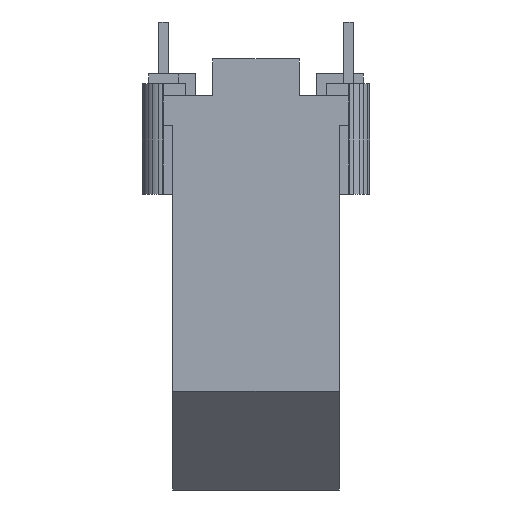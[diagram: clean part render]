
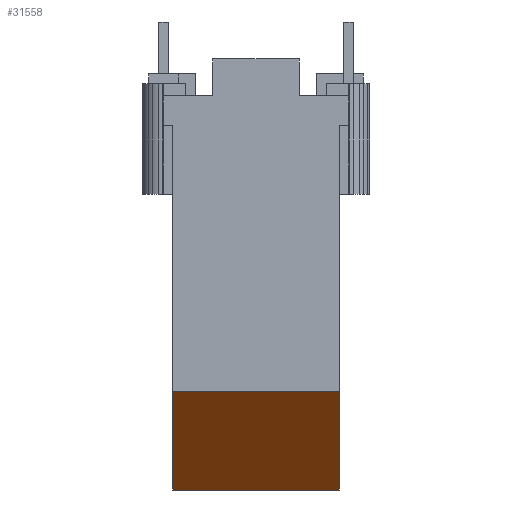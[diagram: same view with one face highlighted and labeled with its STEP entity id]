
A CAD part, front view. The second image highlights one B-rep face of the part: STEP entity #31558.
In plain terms, the highlighted planar face has unit normal (0, -0.707, -0.707).
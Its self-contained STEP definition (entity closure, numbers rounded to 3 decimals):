
#271 = PLANE('',#272);
#272 = AXIS2_PLACEMENT_3D('',#273,#274,#275);
#273 = CARTESIAN_POINT('',(0.,31.491,29.6));
#274 = DIRECTION('',(-1.,0.,0.));
#275 = DIRECTION('',(0.,0.,-1.));
#798 = VERTEX_POINT('',#799);
#799 = CARTESIAN_POINT('',(0.,8.,0.));
#813 = PLANE('',#814);
#814 = AXIS2_PLACEMENT_3D('',#815,#816,#817);
#815 = CARTESIAN_POINT('',(13.5,8.,0.));
#816 = DIRECTION('',(0.,0.,-1.));
#817 = DIRECTION('',(-1.,0.,0.));
#825 = EDGE_CURVE('',#826,#798,#828,.T.);
#826 = VERTEX_POINT('',#827);
#827 = CARTESIAN_POINT('',(0.,0.,8.));
#828 = SURFACE_CURVE('',#829,(#833,#840),.PCURVE_S1.);
#829 = LINE('',#830,#831);
#830 = CARTESIAN_POINT('',(0.,0.,8.));
#831 = VECTOR('',#832,1.);
#832 = DIRECTION('',(0.,0.707,-0.707));
#833 = PCURVE('',#271,#834);
#834 = DEFINITIONAL_REPRESENTATION('',(#835),#839);
#835 = LINE('',#836,#837);
#836 = CARTESIAN_POINT('',(21.6,31.491));
#837 = VECTOR('',#838,1.);
#838 = DIRECTION('',(0.707,-0.707));
#839 = ( GEOMETRIC_REPRESENTATION_CONTEXT(2) 
PARAMETRIC_REPRESENTATION_CONTEXT() REPRESENTATION_CONTEXT('2D SPACE',''
  ) );
#840 = PCURVE('',#841,#846);
#841 = PLANE('',#842);
#842 = AXIS2_PLACEMENT_3D('',#843,#844,#845);
#843 = CARTESIAN_POINT('',(13.5,8.,0.));
#844 = DIRECTION('',(0.,-0.707,
    -0.707));
#845 = DIRECTION('',(0.,0.707,-0.707));
#846 = DEFINITIONAL_REPRESENTATION('',(#847),#851);
#847 = LINE('',#848,#849);
#848 = CARTESIAN_POINT('',(-11.314,-13.5));
#849 = VECTOR('',#850,1.);
#850 = DIRECTION('',(1.,0.));
#851 = ( GEOMETRIC_REPRESENTATION_CONTEXT(2) 
PARAMETRIC_REPRESENTATION_CONTEXT() REPRESENTATION_CONTEXT('2D SPACE',''
  ) );
#869 = PLANE('',#870);
#870 = AXIS2_PLACEMENT_3D('',#871,#872,#873);
#871 = CARTESIAN_POINT('',(14.3,0.,29.6));
#872 = DIRECTION('',(0.,-1.,0.));
#873 = DIRECTION('',(0.,0.,-1.));
#1587 = EDGE_CURVE('',#826,#1588,#1590,.T.);
#1588 = VERTEX_POINT('',#1589);
#1589 = CARTESIAN_POINT('',(13.5,0.,8.));
#1590 = SURFACE_CURVE('',#1591,(#1595,#1602),.PCURVE_S1.);
#1591 = LINE('',#1592,#1593);
#1592 = CARTESIAN_POINT('',(0.,0.,8.));
#1593 = VECTOR('',#1594,1.);
#1594 = DIRECTION('',(1.,0.,0.));
#1595 = PCURVE('',#869,#1596);
#1596 = DEFINITIONAL_REPRESENTATION('',(#1597),#1601);
#1597 = LINE('',#1598,#1599);
#1598 = CARTESIAN_POINT('',(21.6,-14.3));
#1599 = VECTOR('',#1600,1.);
#1600 = DIRECTION('',(0.,1.));
#1601 = ( GEOMETRIC_REPRESENTATION_CONTEXT(2) 
PARAMETRIC_REPRESENTATION_CONTEXT() REPRESENTATION_CONTEXT('2D SPACE',''
  ) );
#1602 = PCURVE('',#841,#1603);
#1603 = DEFINITIONAL_REPRESENTATION('',(#1604),#1608);
#1604 = LINE('',#1605,#1606);
#1605 = CARTESIAN_POINT('',(-11.314,-13.5));
#1606 = VECTOR('',#1607,1.);
#1607 = DIRECTION('',(0.,1.));
#1608 = ( GEOMETRIC_REPRESENTATION_CONTEXT(2) 
PARAMETRIC_REPRESENTATION_CONTEXT() REPRESENTATION_CONTEXT('2D SPACE',''
  ) );
#1626 = PLANE('',#1627);
#1627 = AXIS2_PLACEMENT_3D('',#1628,#1629,#1630);
#1628 = CARTESIAN_POINT('',(13.5,0.509,29.6));
#1629 = DIRECTION('',(1.,0.,0.));
#1630 = DIRECTION('',(0.,0.,1.));
#2486 = EDGE_CURVE('',#2487,#1588,#2489,.T.);
#2487 = VERTEX_POINT('',#2488);
#2488 = CARTESIAN_POINT('',(13.5,8.,0.));
#2489 = SURFACE_CURVE('',#2490,(#2494,#2501),.PCURVE_S1.);
#2490 = LINE('',#2491,#2492);
#2491 = CARTESIAN_POINT('',(13.5,8.,0.));
#2492 = VECTOR('',#2493,1.);
#2493 = DIRECTION('',(0.,-0.707,0.707));
#2494 = PCURVE('',#1626,#2495);
#2495 = DEFINITIONAL_REPRESENTATION('',(#2496),#2500);
#2496 = LINE('',#2497,#2498);
#2497 = CARTESIAN_POINT('',(-29.6,-7.491));
#2498 = VECTOR('',#2499,1.);
#2499 = DIRECTION('',(0.707,0.707));
#2500 = ( GEOMETRIC_REPRESENTATION_CONTEXT(2) 
PARAMETRIC_REPRESENTATION_CONTEXT() REPRESENTATION_CONTEXT('2D SPACE',''
  ) );
#2501 = PCURVE('',#841,#2502);
#2502 = DEFINITIONAL_REPRESENTATION('',(#2503),#2507);
#2503 = LINE('',#2504,#2505);
#2504 = CARTESIAN_POINT('',(0.,0.));
#2505 = VECTOR('',#2506,1.);
#2506 = DIRECTION('',(-1.,0.));
#2507 = ( GEOMETRIC_REPRESENTATION_CONTEXT(2) 
PARAMETRIC_REPRESENTATION_CONTEXT() REPRESENTATION_CONTEXT('2D SPACE',''
  ) );
#31558 = ADVANCED_FACE('',(#31559),#841,.T.);
#31559 = FACE_BOUND('',#31560,.T.);
#31560 = EDGE_LOOP('',(#31561,#31562,#31563,#31564));
#31561 = ORIENTED_EDGE('',*,*,#2486,.T.);
#31562 = ORIENTED_EDGE('',*,*,#1587,.F.);
#31563 = ORIENTED_EDGE('',*,*,#825,.T.);
#31564 = ORIENTED_EDGE('',*,*,#31565,.F.);
#31565 = EDGE_CURVE('',#2487,#798,#31566,.T.);
#31566 = SURFACE_CURVE('',#31567,(#31571,#31578),.PCURVE_S1.);
#31567 = LINE('',#31568,#31569);
#31568 = CARTESIAN_POINT('',(13.5,8.,0.));
#31569 = VECTOR('',#31570,1.);
#31570 = DIRECTION('',(-1.,0.,0.));
#31571 = PCURVE('',#841,#31572);
#31572 = DEFINITIONAL_REPRESENTATION('',(#31573),#31577);
#31573 = LINE('',#31574,#31575);
#31574 = CARTESIAN_POINT('',(0.,0.));
#31575 = VECTOR('',#31576,1.);
#31576 = DIRECTION('',(0.,-1.));
#31577 = ( GEOMETRIC_REPRESENTATION_CONTEXT(2) 
PARAMETRIC_REPRESENTATION_CONTEXT() REPRESENTATION_CONTEXT('2D SPACE',''
  ) );
#31578 = PCURVE('',#813,#31579);
#31579 = DEFINITIONAL_REPRESENTATION('',(#31580),#31584);
#31580 = LINE('',#31581,#31582);
#31581 = CARTESIAN_POINT('',(0.,0.));
#31582 = VECTOR('',#31583,1.);
#31583 = DIRECTION('',(1.,0.));
#31584 = ( GEOMETRIC_REPRESENTATION_CONTEXT(2) 
PARAMETRIC_REPRESENTATION_CONTEXT() REPRESENTATION_CONTEXT('2D SPACE',''
  ) );
